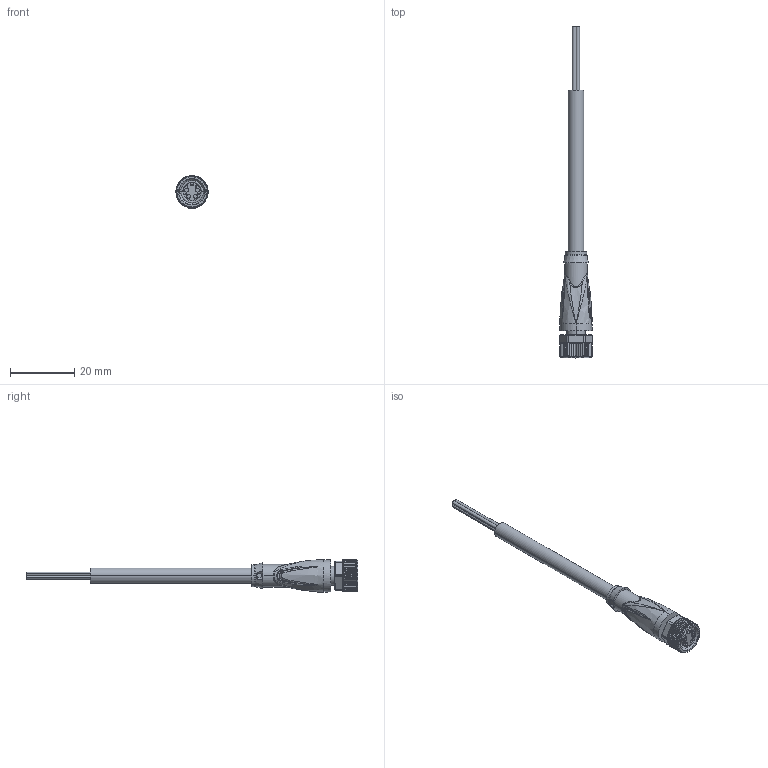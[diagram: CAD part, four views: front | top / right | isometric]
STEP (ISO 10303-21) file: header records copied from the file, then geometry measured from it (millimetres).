
FILE_DESCRIPTION(('STEP AP214'),'1');
FILE_NAME('cctmp_29633D13-14DB-4301-BF1D-77AFE797D631_2022_04_27_10_35_57_0199..stp','2022-04-27T08:36:03',('KiM GmbH'),('CADClick - www.CADClick.com'),'Spatial InterOp 3D postprocessed',' ','unknown authorization');
FILE_SCHEMA(('AUTOMOTIVE_DESIGN'));
Length unit declared in the file: millimetre
Products named in the file (7): T193098_1; Connection2; Cable; Connection1; Connection1_2; Connection1_1; T193098
Assembly tree (6 placements, depth 4):
  T193098
    T193098_1
      Connection2
      Cable
      Connection1
        Connection1_2
        Connection1_1
Bounding box: 10 x 103 x 10.15 mm (x, y, z)
Volume: 2859.1 mm3; surface area: 2950.1 mm2
Topology: 9 solids, 11 shells, 910 faces, 2370 edges, 1501 vertices
Faces by surface type: plane 453, torus 132, bspline 124, cylinder 115, cone 74, extrusion 12
Entity records: 80202 total; most frequent: CARTESIAN_POINT 51681, ORIENTED_EDGE 4732, DIRECTION 4030, EDGE_CURVE 2370, STYLED_ITEM 1996, PRESENTATION_STYLE_ASSIGNMENT 1996, VERTEX_POINT 1501, AXIS2_PLACEMENT_3D 1409
